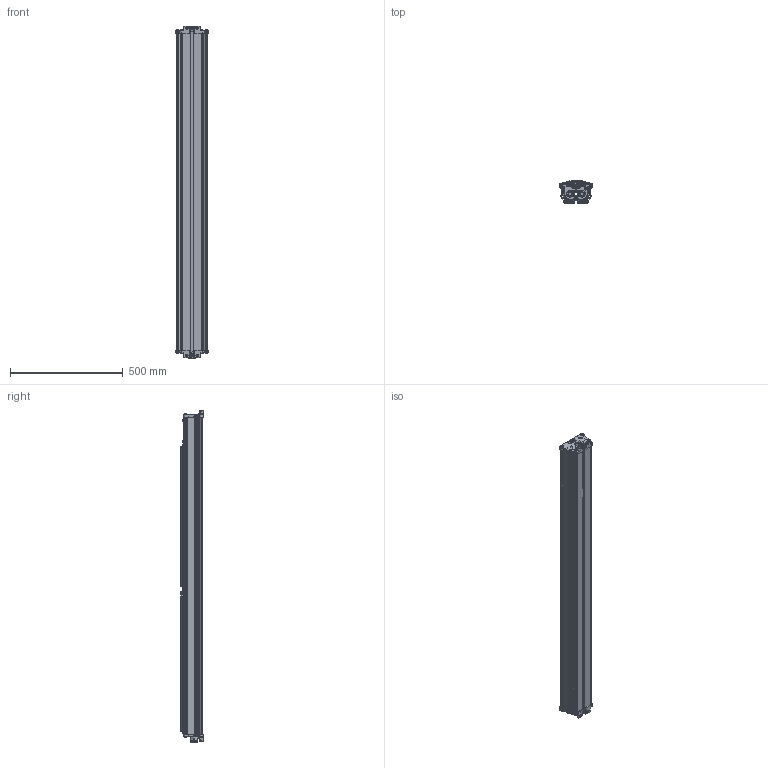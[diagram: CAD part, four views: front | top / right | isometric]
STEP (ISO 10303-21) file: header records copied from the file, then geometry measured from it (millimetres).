
FILE_DESCRIPTION(/* description */ ('EXTRUSION, LINEAR LED'),/* implementation_level */ '2;1');
FILE_NAME(/* name */ 'LAL 2 LENS SINGLE ACCESS.stp',/* time_stamp */ '2017-07-27T08:35:34-05:00',/* author */ ('mbednara'),/* organization */ (''),/* preprocessor_version */ 'ST-DEVELOPER v16.1',/* originating_system */ 'Autodesk Inventor 2016',/* authorisation */ '');
FILE_SCHEMA (('AUTOMOTIVE_DESIGN { 1 0 10303 214 3 1 1 }'));
Products named in the file (14): 23903ADAM; 24075; 24077-1; 24077_GASKET; 24077; 24079; ANSI B18.6.4 - 10-32 UNF - 0.5(11) T I; ANSI B18.6.4 - 12-24 UNC - 0.5(11) T I; ANSI B18.6.4 - 10-32 UNF - 0.375(11) T I; 00398; 20947; FULHAM LED; 0722540B; 24644
Assembly tree (50 placements, depth 3):
  24644
    23903ADAM
    24075  x2
    24077  x2
      24077-1
      24077_GASKET
    24079
    ANSI B18.6.4 - 10-32 UNF - 0.5(11) T I  x5
    ANSI B18.6.4 - 12-24 UNC - 0.5(11) T I  x3
    ANSI B18.6.4 - 10-32 UNF - 0.375(11) T I  x28
    00398
    20947
    FULHAM LED  x2
    0722540B  x2
Bounding box: 146.73 x 99.52 x 1472.57 mm (x, y, z)
Volume: 4191666.6 mm3; surface area: 1899427.8 mm2
Topology: 50 solids, 52 shells, 5335 faces, 13285 edges, 8254 vertices
Faces by surface type: plane 1513, bspline 1403, cylinder 1072, cone 680, torus 529, sphere 138
Full cylindrical faces by diameter (mm): 2.743 x8, 3.175 x30, 3.734 x2, 4.166 x2, 4.496 x28, 4.75 x8, 4.826 x33, 5.207 x1, 5.486 x3, 8.509 x2, 11.176 x2, 12.303 x2, 12.446 x2, 15.24 x2, 20.117 x2, 21.336 x1, 23.114 x1, 23.127 x1, 23.825 x1, 26.297 x1, 31.242 x1
Entity records: 188548 total; most frequent: CARTESIAN_POINT 121589, ORIENTED_EDGE 14402, DIRECTION 11911, EDGE_CURVE 7199, VERTEX_POINT 4631, AXIS2_PLACEMENT_3D 4585, EDGE_LOOP 3494, FACE_OUTER_BOUND 2978
